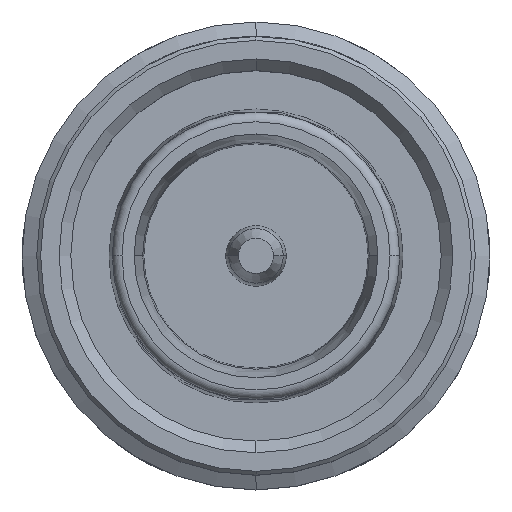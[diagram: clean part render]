
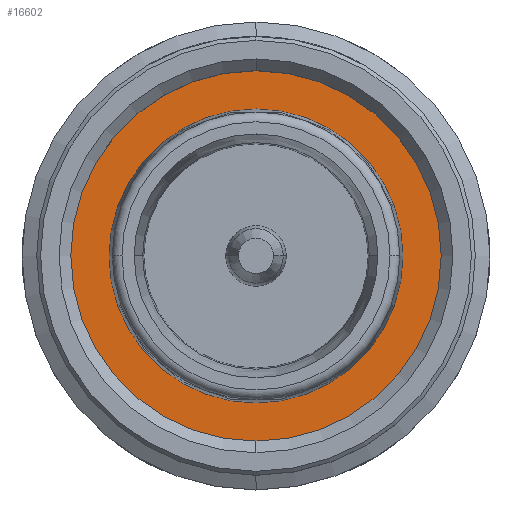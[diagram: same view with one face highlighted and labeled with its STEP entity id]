
A CAD part, top view. The second image highlights one B-rep face of the part: STEP entity #16602.
In plain terms, the highlighted planar face has unit normal (0, 0, 1).
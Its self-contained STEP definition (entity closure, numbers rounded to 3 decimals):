
#233 = DIRECTION ( 'NONE',  ( 1., 0., 0. ) ) ;
#501 = CARTESIAN_POINT ( 'NONE',  ( -7.24, 0., -4.8 ) ) ;
#576 = EDGE_LOOP ( 'NONE', ( #7990, #9671 ) ) ;
#837 = CARTESIAN_POINT ( 'NONE',  ( 0., 0., -4.8 ) ) ;
#1590 = FACE_OUTER_BOUND ( 'NONE', #576, .T. ) ;
#2800 = AXIS2_PLACEMENT_3D ( 'NONE', #6699, #16492, #8115 ) ;
#2996 = CIRCLE ( 'NONE', #2800, 9.5 ) ;
#4119 = CARTESIAN_POINT ( 'NONE',  ( 0., -9.5, -4.8 ) ) ;
#4580 = CARTESIAN_POINT ( 'NONE',  ( 0., 0., -4.8 ) ) ;
#5110 = DIRECTION ( 'NONE',  ( 0., 0., -1. ) ) ;
#5467 = CIRCLE ( 'NONE', #15320, 9.5 ) ;
#5990 = AXIS2_PLACEMENT_3D ( 'NONE', #837, #5110, #14901 ) ;
#5995 = DIRECTION ( 'NONE',  ( 1., 0., 0. ) ) ;
#6381 = CARTESIAN_POINT ( 'NONE',  ( 0., 9.5, -4.8 ) ) ;
#6699 = CARTESIAN_POINT ( 'NONE',  ( 0., 0., -4.8 ) ) ;
#6723 = CARTESIAN_POINT ( 'NONE',  ( 7.24, 0., -4.8 ) ) ;
#6764 = VERTEX_POINT ( 'NONE', #4119 ) ;
#6789 = DIRECTION ( 'NONE',  ( 0., 0., 1. ) ) ;
#7191 = ORIENTED_EDGE ( 'NONE', *, *, #14268, .F. ) ;
#7990 = ORIENTED_EDGE ( 'NONE', *, *, #12067, .T. ) ;
#8115 = DIRECTION ( 'NONE',  ( -1., 0., 0. ) ) ;
#8671 = DIRECTION ( 'NONE',  ( 0., 0., 1. ) ) ;
#9223 = ORIENTED_EDGE ( 'NONE', *, *, #17371, .F. ) ;
#9671 = ORIENTED_EDGE ( 'NONE', *, *, #13934, .T. ) ;
#9918 = VERTEX_POINT ( 'NONE', #6381 ) ;
#9957 = AXIS2_PLACEMENT_3D ( 'NONE', #4580, #14381, #5995 ) ;
#12067 = EDGE_CURVE ( 'NONE', #9918, #6764, #2996, .T. ) ;
#12429 = AXIS2_PLACEMENT_3D ( 'NONE', #17061, #8671, #233 ) ;
#13387 = CIRCLE ( 'NONE', #12429, 7.24 ) ;
#13495 = PLANE ( 'NONE',  #5990 ) ;
#13908 = VERTEX_POINT ( 'NONE', #6723 ) ;
#13934 = EDGE_CURVE ( 'NONE', #6764, #9918, #5467, .T. ) ;
#14268 = EDGE_CURVE ( 'NONE', #13908, #15384, #18190, .T. ) ;
#14381 = DIRECTION ( 'NONE',  ( 0., 0., 1. ) ) ;
#14901 = DIRECTION ( 'NONE',  ( -1., 0., 0. ) ) ;
#15158 = CARTESIAN_POINT ( 'NONE',  ( 0., 0., -4.8 ) ) ;
#15269 = EDGE_LOOP ( 'NONE', ( #7191, #9223 ) ) ;
#15320 = AXIS2_PLACEMENT_3D ( 'NONE', #15158, #6789, #16574 ) ;
#15384 = VERTEX_POINT ( 'NONE', #501 ) ;
#16056 = FACE_BOUND ( 'NONE', #15269, .T. ) ;
#16492 = DIRECTION ( 'NONE',  ( 0., 0., 1. ) ) ;
#16574 = DIRECTION ( 'NONE',  ( -1., 0., 0. ) ) ;
#16602 = ADVANCED_FACE ( 'NONE', ( #16056, #1590 ), #13495, .F. ) ;
#17061 = CARTESIAN_POINT ( 'NONE',  ( 0., 0., -4.8 ) ) ;
#17371 = EDGE_CURVE ( 'NONE', #15384, #13908, #13387, .T. ) ;
#18190 = CIRCLE ( 'NONE', #9957, 7.24 ) ;
